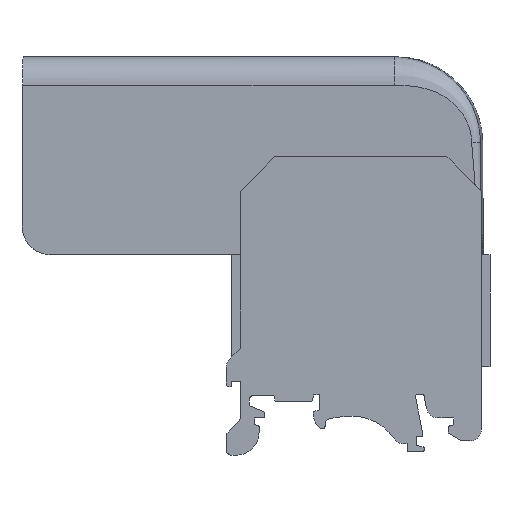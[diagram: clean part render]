
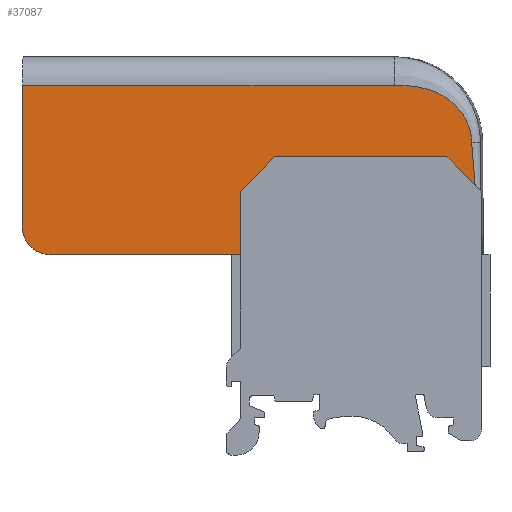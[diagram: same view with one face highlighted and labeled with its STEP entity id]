
A CAD part, left-side view. The second image highlights one B-rep face of the part: STEP entity #37087.
In plain terms, the highlighted planar face has unit normal (-1, 0.013, 0.004).
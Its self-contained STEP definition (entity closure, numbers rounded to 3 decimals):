
#153=ELLIPSE('',#38771,5.,5.);
#264=(
BOUNDED_CURVE()
B_SPLINE_CURVE(3,(#52138,#52139,#52140,#52141,#52142,#52143,#52144),
 .UNSPECIFIED.,.F.,.F.)
B_SPLINE_CURVE_WITH_KNOTS((4,3,4),(0.015,0.08,0.21),
 .PIECEWISE_BEZIER_KNOTS.)
CURVE()
GEOMETRIC_REPRESENTATION_ITEM()
RATIONAL_B_SPLINE_CURVE((1.,1.,1.,1.,1.,1.,1.))
REPRESENTATION_ITEM('')
);
#265=(
BOUNDED_CURVE()
B_SPLINE_CURVE(3,(#52313,#52314,#52315,#52316),.UNSPECIFIED.,.F.,.F.)
B_SPLINE_CURVE_WITH_KNOTS((4,4),(-0.02,0.),
 .PIECEWISE_BEZIER_KNOTS.)
CURVE()
GEOMETRIC_REPRESENTATION_ITEM()
RATIONAL_B_SPLINE_CURVE((1.,1.,1.,1.))
REPRESENTATION_ITEM('')
);
#361=B_SPLINE_CURVE_WITH_KNOTS('',3,(#52253,#52254,#52255,#52256,#52257,
#52258,#52259,#52260,#52261,#52262,#52263,#52264,#52265,#52266,#52267,#52268,
#52269,#52270,#52271,#52272,#52273,#52274,#52275,#52276,#52277,#52278,#52279,
#52280,#52281),.UNSPECIFIED.,.F.,.F.,(4,1,1,1,1,1,1,1,1,1,1,1,1,1,1,1,1,
1,1,1,1,1,1,1,1,1,4),(0.,0.063,0.125,0.188,0.25,0.313,0.375,0.438,0.469,
0.5,0.531,0.563,0.625,0.688,0.719,0.734,0.75,0.766,0.781,
0.813,0.844,0.859,0.875,0.891,0.906,0.938,1.),.UNSPECIFIED.);
#5678=ORIENTED_EDGE('',*,*,#11600,.T.);
#5679=ORIENTED_EDGE('',*,*,#11081,.T.);
#5680=ORIENTED_EDGE('',*,*,#11491,.T.);
#5681=ORIENTED_EDGE('',*,*,#11713,.F.);
#5682=ORIENTED_EDGE('',*,*,#11080,.T.);
#5683=ORIENTED_EDGE('',*,*,#11714,.F.);
#5684=ORIENTED_EDGE('',*,*,#11715,.T.);
#5685=ORIENTED_EDGE('',*,*,#11716,.F.);
#5686=ORIENTED_EDGE('',*,*,#11085,.T.);
#5687=ORIENTED_EDGE('',*,*,#11077,.T.);
#5688=ORIENTED_EDGE('',*,*,#11074,.T.);
#11074=EDGE_CURVE('',#14480,#14479,#264,.T.);
#11077=EDGE_CURVE('',#14482,#14480,#361,.T.);
#11080=EDGE_CURVE('',#14483,#14484,#17046,.T.);
#11081=EDGE_CURVE('',#14485,#14486,#153,.T.);
#11085=EDGE_CURVE('',#14488,#14482,#265,.F.);
#11491=EDGE_CURVE('',#14486,#14762,#17382,.T.);
#11600=EDGE_CURVE('',#14479,#14485,#17478,.F.);
#11713=EDGE_CURVE('',#14483,#14762,#17579,.T.);
#11714=EDGE_CURVE('',#14876,#14484,#17580,.T.);
#11715=EDGE_CURVE('',#14876,#14877,#17581,.T.);
#11716=EDGE_CURVE('',#14488,#14877,#17582,.T.);
#14479=VERTEX_POINT('',#52137);
#14480=VERTEX_POINT('',#52145);
#14482=VERTEX_POINT('',#52282);
#14483=VERTEX_POINT('',#52290);
#14484=VERTEX_POINT('',#52291);
#14485=VERTEX_POINT('',#52295);
#14486=VERTEX_POINT('',#52296);
#14488=VERTEX_POINT('',#52317);
#14762=VERTEX_POINT('',#53206);
#14876=VERTEX_POINT('',#53771);
#14877=VERTEX_POINT('',#53773);
#17046=LINE('',#52292,#19824);
#17382=LINE('',#53208,#20160);
#17478=LINE('',#53557,#20256);
#17579=LINE('',#53769,#20357);
#17580=LINE('',#53770,#20358);
#17581=LINE('',#53772,#20359);
#17582=LINE('',#53774,#20360);
#19824=VECTOR('',#43263,1000.);
#20160=VECTOR('',#44031,1000.);
#20256=VECTOR('',#44233,1000.);
#20357=VECTOR('',#44436,1000.);
#20358=VECTOR('',#44437,1000.);
#20359=VECTOR('',#44438,1000.);
#20360=VECTOR('',#44439,1000.);
#22282=EDGE_LOOP('',(#5678,#5679,#5680,#5681,#5682,#5683,#5684,#5685,#5686,
#5687,#5688));
#23956=FACE_BOUND('',#22282,.T.);
#25300=PLANE('',#39089);
#37087=ADVANCED_FACE('',(#23956),#25300,.T.);
#38771=AXIS2_PLACEMENT_3D('',#52294,#43266,#43267);
#39089=AXIS2_PLACEMENT_3D('',#53768,#44434,#44435);
#43263=DIRECTION('',(-0.013,-1.,0.));
#43266=DIRECTION('',(-1.,0.013,0.004));
#43267=DIRECTION('',(0.004,0.,1.));
#44031=DIRECTION('',(-0.013,-1.,0.));
#44233=DIRECTION('',(0.004,-0.004,1.));
#44434=DIRECTION('',(-1.,0.013,0.004));
#44435=DIRECTION('',(0.004,0.,1.));
#44436=DIRECTION('',(0.013,1.,0.));
#44437=DIRECTION('',(0.013,1.,0.));
#44438=DIRECTION('',(-0.013,-1.,0.));
#44439=DIRECTION('',(0.013,1.,0.));
#52137=CARTESIAN_POINT('',(-15.837,58.975,30.522));
#52138=CARTESIAN_POINT('',(-16.685,-5.806,30.522));
#52139=CARTESIAN_POINT('',(-16.402,15.831,30.522));
#52140=CARTESIAN_POINT('',(-16.119,37.467,30.522));
#52141=CARTESIAN_POINT('',(-15.836,59.103,30.522));
#52142=CARTESIAN_POINT('',(-15.269,102.376,30.522));
#52143=CARTESIAN_POINT('',(-14.703,145.649,30.522));
#52144=CARTESIAN_POINT('',(-14.136,188.922,30.522));
#52145=CARTESIAN_POINT('',(-16.685,-5.806,30.522));
#52253=CARTESIAN_POINT('',(-16.906,-19.304,20.565));
#52254=CARTESIAN_POINT('',(-16.904,-19.302,21.002));
#52255=CARTESIAN_POINT('',(-16.899,-19.233,21.865));
#52256=CARTESIAN_POINT('',(-16.889,-18.913,23.183));
#52257=CARTESIAN_POINT('',(-16.878,-18.441,24.365));
#52258=CARTESIAN_POINT('',(-16.864,-17.77,25.533));
#52259=CARTESIAN_POINT('',(-16.85,-17.02,26.515));
#52260=CARTESIAN_POINT('',(-16.834,-16.095,27.453));
#52261=CARTESIAN_POINT('',(-16.821,-15.316,28.069));
#52262=CARTESIAN_POINT('',(-16.81,-14.643,28.522));
#52263=CARTESIAN_POINT('',(-16.801,-14.083,28.851));
#52264=CARTESIAN_POINT('',(-16.794,-13.629,29.088));
#52265=CARTESIAN_POINT('',(-16.784,-12.961,29.4));
#52266=CARTESIAN_POINT('',(-16.771,-12.102,29.73));
#52267=CARTESIAN_POINT('',(-16.758,-11.19,29.994));
#52268=CARTESIAN_POINT('',(-16.749,-10.519,30.142));
#52269=CARTESIAN_POINT('',(-16.743,-10.137,30.215));
#52270=CARTESIAN_POINT('',(-16.739,-9.82,30.269));
#52271=CARTESIAN_POINT('',(-16.736,-9.603,30.302));
#52272=CARTESIAN_POINT('',(-16.732,-9.271,30.348));
#52273=CARTESIAN_POINT('',(-16.726,-8.856,30.396));
#52274=CARTESIAN_POINT('',(-16.72,-8.415,30.436));
#52275=CARTESIAN_POINT('',(-16.715,-8.064,30.461));
#52276=CARTESIAN_POINT('',(-16.711,-7.766,30.478));
#52277=CARTESIAN_POINT('',(-16.709,-7.577,30.487));
#52278=CARTESIAN_POINT('',(-16.705,-7.27,30.5));
#52279=CARTESIAN_POINT('',(-16.697,-6.721,30.516));
#52280=CARTESIAN_POINT('',(-16.69,-6.186,30.522));
#52281=CARTESIAN_POINT('',(-16.685,-5.806,30.522));
#52282=CARTESIAN_POINT('',(-16.906,-19.304,20.565));
#52290=CARTESIAN_POINT('',(-16.468,20.654,1.));
#52291=CARTESIAN_POINT('',(-16.485,19.356,1.));
#52292=CARTESIAN_POINT('',(-16.992,-19.388,1.));
#52294=CARTESIAN_POINT('',(-16.008,54.083,6.));
#52295=CARTESIAN_POINT('',(-15.943,59.083,6.022));
#52296=CARTESIAN_POINT('',(-16.03,54.084,1.));
#52313=CARTESIAN_POINT('',(-16.906,-19.304,20.565));
#52314=CARTESIAN_POINT('',(-16.934,-19.332,14.041));
#52315=CARTESIAN_POINT('',(-16.973,-20.11,7.521));
#52316=CARTESIAN_POINT('',(-17.012,-20.888,1.));
#52317=CARTESIAN_POINT('',(-17.012,-20.888,1.));
#53206=CARTESIAN_POINT('',(-16.444,22.5,1.));
#53208=CARTESIAN_POINT('',(-16.992,-19.388,1.));
#53557=CARTESIAN_POINT('',(-15.965,59.105,1.004));
#53768=CARTESIAN_POINT('',(-16.992,-19.388,1.));
#53769=CARTESIAN_POINT('',(-16.735,0.219,1.));
#53770=CARTESIAN_POINT('',(-16.735,0.219,1.));
#53771=CARTESIAN_POINT('',(-16.509,17.5,1.));
#53772=CARTESIAN_POINT('',(-16.992,-19.388,1.));
#53773=CARTESIAN_POINT('',(-16.967,-17.5,1.));
#53774=CARTESIAN_POINT('',(-16.735,0.219,1.));
